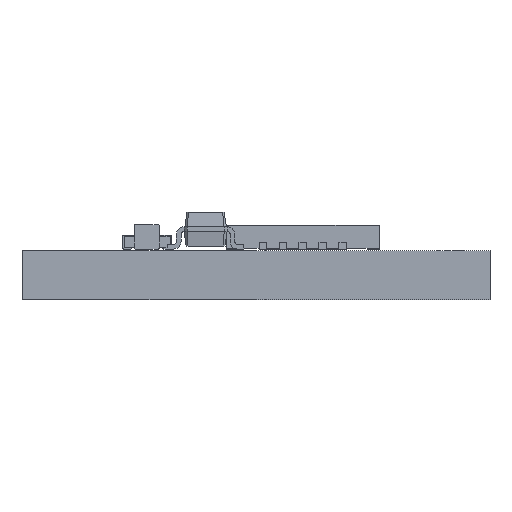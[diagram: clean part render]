
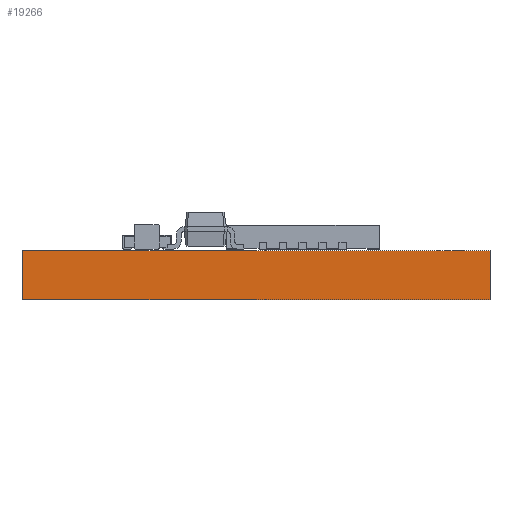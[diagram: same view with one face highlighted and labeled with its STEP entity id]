
A CAD part, front view. The second image highlights one B-rep face of the part: STEP entity #19266.
In plain terms, the highlighted planar face has unit normal (0, -1, 0).
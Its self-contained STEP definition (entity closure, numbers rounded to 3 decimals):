
#19266 = ADVANCED_FACE('',(#19267),#19281,.T.);
#19267 = FACE_BOUND('',#19268,.T.);
#19268 = EDGE_LOOP('',(#19269,#19304,#19332,#19360));
#19269 = ORIENTED_EDGE('',*,*,#19270,.T.);
#19270 = EDGE_CURVE('',#19271,#19273,#19275,.T.);
#19271 = VERTEX_POINT('',#19272);
#19272 = CARTESIAN_POINT('',(156.21,-90.17,0.));
#19273 = VERTEX_POINT('',#19274);
#19274 = CARTESIAN_POINT('',(156.21,-90.17,1.6));
#19275 = SURFACE_CURVE('',#19276,(#19280,#19292),.PCURVE_S1.);
#19276 = LINE('',#19277,#19278);
#19277 = CARTESIAN_POINT('',(156.21,-90.17,0.));
#19278 = VECTOR('',#19279,1.);
#19279 = DIRECTION('',(0.,0.,1.));
#19280 = PCURVE('',#19281,#19286);
#19281 = PLANE('',#19282);
#19282 = AXIS2_PLACEMENT_3D('',#19283,#19284,#19285);
#19283 = CARTESIAN_POINT('',(156.21,-90.17,0.));
#19284 = DIRECTION('',(0.,-1.,0.));
#19285 = DIRECTION('',(-1.,0.,0.));
#19286 = DEFINITIONAL_REPRESENTATION('',(#19287),#19291);
#19287 = LINE('',#19288,#19289);
#19288 = CARTESIAN_POINT('',(0.,0.));
#19289 = VECTOR('',#19290,1.);
#19290 = DIRECTION('',(0.,-1.));
#19291 = ( GEOMETRIC_REPRESENTATION_CONTEXT(2) 
PARAMETRIC_REPRESENTATION_CONTEXT() REPRESENTATION_CONTEXT('2D SPACE',''
  ) );
#19292 = PCURVE('',#19293,#19298);
#19293 = PLANE('',#19294);
#19294 = AXIS2_PLACEMENT_3D('',#19295,#19296,#19297);
#19295 = CARTESIAN_POINT('',(156.21,-69.85,0.));
#19296 = DIRECTION('',(1.,0.,0.));
#19297 = DIRECTION('',(0.,-1.,0.));
#19298 = DEFINITIONAL_REPRESENTATION('',(#19299),#19303);
#19299 = LINE('',#19300,#19301);
#19300 = CARTESIAN_POINT('',(20.32,0.));
#19301 = VECTOR('',#19302,1.);
#19302 = DIRECTION('',(0.,-1.));
#19303 = ( GEOMETRIC_REPRESENTATION_CONTEXT(2) 
PARAMETRIC_REPRESENTATION_CONTEXT() REPRESENTATION_CONTEXT('2D SPACE',''
  ) );
#19304 = ORIENTED_EDGE('',*,*,#19305,.T.);
#19305 = EDGE_CURVE('',#19273,#19306,#19308,.T.);
#19306 = VERTEX_POINT('',#19307);
#19307 = CARTESIAN_POINT('',(140.97,-90.17,1.6));
#19308 = SURFACE_CURVE('',#19309,(#19313,#19320),.PCURVE_S1.);
#19309 = LINE('',#19310,#19311);
#19310 = CARTESIAN_POINT('',(156.21,-90.17,1.6));
#19311 = VECTOR('',#19312,1.);
#19312 = DIRECTION('',(-1.,0.,0.));
#19313 = PCURVE('',#19281,#19314);
#19314 = DEFINITIONAL_REPRESENTATION('',(#19315),#19319);
#19315 = LINE('',#19316,#19317);
#19316 = CARTESIAN_POINT('',(0.,-1.6));
#19317 = VECTOR('',#19318,1.);
#19318 = DIRECTION('',(1.,0.));
#19319 = ( GEOMETRIC_REPRESENTATION_CONTEXT(2) 
PARAMETRIC_REPRESENTATION_CONTEXT() REPRESENTATION_CONTEXT('2D SPACE',''
  ) );
#19320 = PCURVE('',#19321,#19326);
#19321 = PLANE('',#19322);
#19322 = AXIS2_PLACEMENT_3D('',#19323,#19324,#19325);
#19323 = CARTESIAN_POINT('',(148.59,-80.01,1.6));
#19324 = DIRECTION('',(0.,0.,-1.));
#19325 = DIRECTION('',(-1.,0.,0.));
#19326 = DEFINITIONAL_REPRESENTATION('',(#19327),#19331);
#19327 = LINE('',#19328,#19329);
#19328 = CARTESIAN_POINT('',(-7.62,-10.16));
#19329 = VECTOR('',#19330,1.);
#19330 = DIRECTION('',(1.,0.));
#19331 = ( GEOMETRIC_REPRESENTATION_CONTEXT(2) 
PARAMETRIC_REPRESENTATION_CONTEXT() REPRESENTATION_CONTEXT('2D SPACE',''
  ) );
#19332 = ORIENTED_EDGE('',*,*,#19333,.F.);
#19333 = EDGE_CURVE('',#19334,#19306,#19336,.T.);
#19334 = VERTEX_POINT('',#19335);
#19335 = CARTESIAN_POINT('',(140.97,-90.17,0.));
#19336 = SURFACE_CURVE('',#19337,(#19341,#19348),.PCURVE_S1.);
#19337 = LINE('',#19338,#19339);
#19338 = CARTESIAN_POINT('',(140.97,-90.17,0.));
#19339 = VECTOR('',#19340,1.);
#19340 = DIRECTION('',(0.,0.,1.));
#19341 = PCURVE('',#19281,#19342);
#19342 = DEFINITIONAL_REPRESENTATION('',(#19343),#19347);
#19343 = LINE('',#19344,#19345);
#19344 = CARTESIAN_POINT('',(15.24,0.));
#19345 = VECTOR('',#19346,1.);
#19346 = DIRECTION('',(0.,-1.));
#19347 = ( GEOMETRIC_REPRESENTATION_CONTEXT(2) 
PARAMETRIC_REPRESENTATION_CONTEXT() REPRESENTATION_CONTEXT('2D SPACE',''
  ) );
#19348 = PCURVE('',#19349,#19354);
#19349 = PLANE('',#19350);
#19350 = AXIS2_PLACEMENT_3D('',#19351,#19352,#19353);
#19351 = CARTESIAN_POINT('',(140.97,-90.17,0.));
#19352 = DIRECTION('',(-1.,0.,0.));
#19353 = DIRECTION('',(0.,1.,0.));
#19354 = DEFINITIONAL_REPRESENTATION('',(#19355),#19359);
#19355 = LINE('',#19356,#19357);
#19356 = CARTESIAN_POINT('',(0.,0.));
#19357 = VECTOR('',#19358,1.);
#19358 = DIRECTION('',(0.,-1.));
#19359 = ( GEOMETRIC_REPRESENTATION_CONTEXT(2) 
PARAMETRIC_REPRESENTATION_CONTEXT() REPRESENTATION_CONTEXT('2D SPACE',''
  ) );
#19360 = ORIENTED_EDGE('',*,*,#19361,.F.);
#19361 = EDGE_CURVE('',#19271,#19334,#19362,.T.);
#19362 = SURFACE_CURVE('',#19363,(#19367,#19374),.PCURVE_S1.);
#19363 = LINE('',#19364,#19365);
#19364 = CARTESIAN_POINT('',(156.21,-90.17,0.));
#19365 = VECTOR('',#19366,1.);
#19366 = DIRECTION('',(-1.,0.,0.));
#19367 = PCURVE('',#19281,#19368);
#19368 = DEFINITIONAL_REPRESENTATION('',(#19369),#19373);
#19369 = LINE('',#19370,#19371);
#19370 = CARTESIAN_POINT('',(0.,0.));
#19371 = VECTOR('',#19372,1.);
#19372 = DIRECTION('',(1.,0.));
#19373 = ( GEOMETRIC_REPRESENTATION_CONTEXT(2) 
PARAMETRIC_REPRESENTATION_CONTEXT() REPRESENTATION_CONTEXT('2D SPACE',''
  ) );
#19374 = PCURVE('',#19375,#19380);
#19375 = PLANE('',#19376);
#19376 = AXIS2_PLACEMENT_3D('',#19377,#19378,#19379);
#19377 = CARTESIAN_POINT('',(148.59,-80.01,0.));
#19378 = DIRECTION('',(0.,0.,-1.));
#19379 = DIRECTION('',(-1.,0.,0.));
#19380 = DEFINITIONAL_REPRESENTATION('',(#19381),#19385);
#19381 = LINE('',#19382,#19383);
#19382 = CARTESIAN_POINT('',(-7.62,-10.16));
#19383 = VECTOR('',#19384,1.);
#19384 = DIRECTION('',(1.,0.));
#19385 = ( GEOMETRIC_REPRESENTATION_CONTEXT(2) 
PARAMETRIC_REPRESENTATION_CONTEXT() REPRESENTATION_CONTEXT('2D SPACE',''
  ) );
